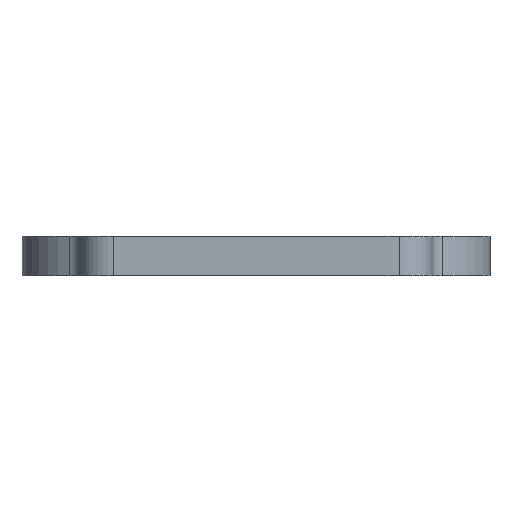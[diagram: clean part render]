
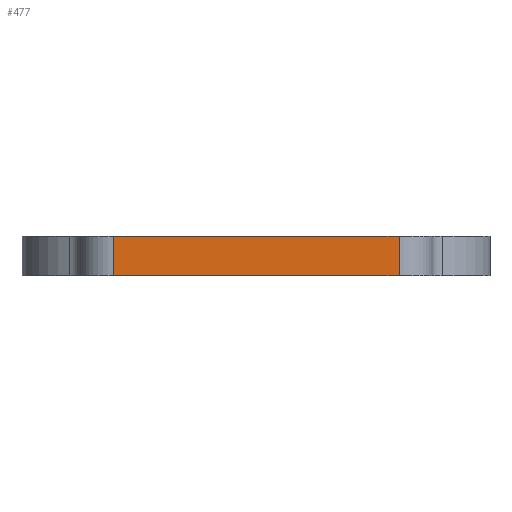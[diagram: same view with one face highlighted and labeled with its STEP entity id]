
A CAD part, front view. The second image highlights one B-rep face of the part: STEP entity #477.
In plain terms, the highlighted planar face has unit normal (0, -1, 0).
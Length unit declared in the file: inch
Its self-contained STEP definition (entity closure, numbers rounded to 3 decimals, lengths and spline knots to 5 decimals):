
#1 = ORIENTED_EDGE ( 'NONE', *, *, #679, .T. ) ;
#44 = CARTESIAN_POINT ( 'NONE',  ( -0.8935, -0.77854, 0. ) ) ;
#76 = VERTEX_POINT ( 'NONE', #917 ) ;
#129 = CARTESIAN_POINT ( 'NONE',  ( -0.8935, -0.77854, 0.25 ) ) ;
#174 = ORIENTED_EDGE ( 'NONE', *, *, #712, .F. ) ;
#204 = PLANE ( 'NONE',  #986 ) ;
#240 = VERTEX_POINT ( 'NONE', #383 ) ;
#311 = VERTEX_POINT ( 'NONE', #44 ) ;
#342 = VERTEX_POINT ( 'NONE', #858 ) ;
#344 = LINE ( 'NONE', #905, #665 ) ;
#383 = CARTESIAN_POINT ( 'NONE',  ( -0.8935, -0.77854, 0.25 ) ) ;
#407 = DIRECTION ( 'NONE',  ( -1., 0., 0. ) ) ;
#426 = LINE ( 'NONE', #587, #948 ) ;
#477 = ADVANCED_FACE ( 'NONE', ( #869 ), #204, .F. ) ;
#538 = EDGE_LOOP ( 'NONE', ( #799, #861, #174, #1 ) ) ;
#553 = VECTOR ( 'NONE', #839, 39.37008 ) ;
#587 = CARTESIAN_POINT ( 'NONE',  ( -0.8935, -0.77854, 0.25 ) ) ;
#625 = DIRECTION ( 'NONE',  ( 1., 0., 0. ) ) ;
#665 = VECTOR ( 'NONE', #902, 39.37008 ) ;
#668 = EDGE_CURVE ( 'NONE', #311, #342, #344, .T. ) ;
#679 = EDGE_CURVE ( 'NONE', #240, #311, #819, .T. ) ;
#687 = EDGE_CURVE ( 'NONE', #76, #342, #960, .T. ) ;
#712 = EDGE_CURVE ( 'NONE', #240, #76, #426, .T. ) ;
#799 = ORIENTED_EDGE ( 'NONE', *, *, #668, .T. ) ;
#811 = DIRECTION ( 'NONE',  ( 0., 0., -1. ) ) ;
#819 = LINE ( 'NONE', #847, #553 ) ;
#821 = CARTESIAN_POINT ( 'NONE',  ( 0.8935, -0.77854, 0.25 ) ) ;
#839 = DIRECTION ( 'NONE',  ( 0., 0., -1. ) ) ;
#847 = CARTESIAN_POINT ( 'NONE',  ( -0.8935, -0.77854, 0.25 ) ) ;
#858 = CARTESIAN_POINT ( 'NONE',  ( 0.8935, -0.77854, 0. ) ) ;
#861 = ORIENTED_EDGE ( 'NONE', *, *, #687, .F. ) ;
#869 = FACE_OUTER_BOUND ( 'NONE', #538, .T. ) ;
#902 = DIRECTION ( 'NONE',  ( 1., 0., 0. ) ) ;
#905 = CARTESIAN_POINT ( 'NONE',  ( -0.8935, -0.77854, 0. ) ) ;
#917 = CARTESIAN_POINT ( 'NONE',  ( 0.8935, -0.77854, 0.25 ) ) ;
#946 = DIRECTION ( 'NONE',  ( 0., 1., 0. ) ) ;
#948 = VECTOR ( 'NONE', #625, 39.37008 ) ;
#960 = LINE ( 'NONE', #821, #994 ) ;
#986 = AXIS2_PLACEMENT_3D ( 'NONE', #129, #946, #407 ) ;
#994 = VECTOR ( 'NONE', #811, 39.37008 ) ;
